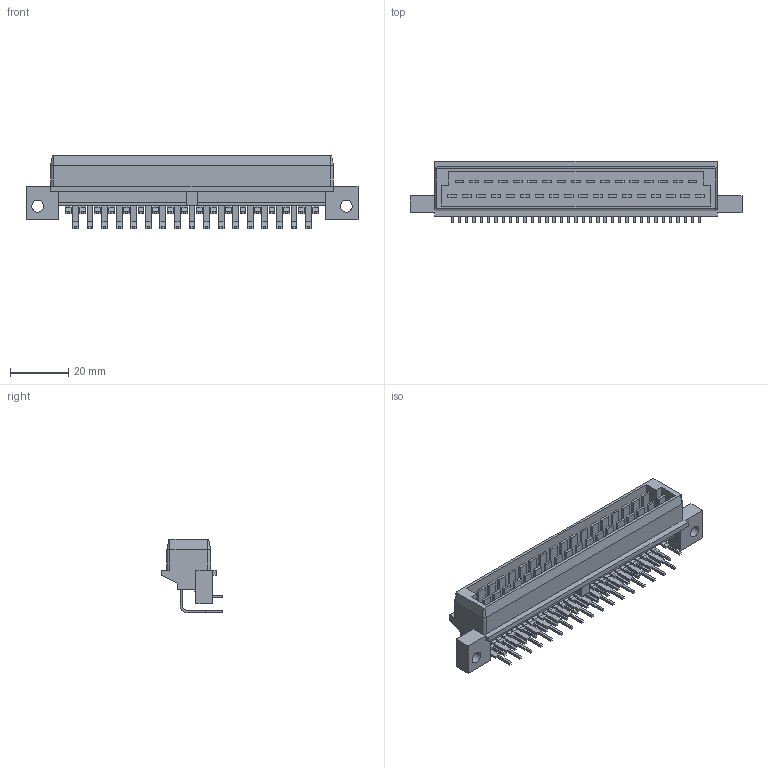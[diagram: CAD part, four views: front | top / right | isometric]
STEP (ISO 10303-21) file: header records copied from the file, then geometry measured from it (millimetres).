
FILE_DESCRIPTION(('FreeCAD Model'),'2;1');
FILE_NAME('c-0825213-01-l-3d.step','2020-08-23T10:42:21',('Paul Kobres'),('' ),'Open CASCADE STEP processor 7.3','FreeCAD','Unknown');
FILE_SCHEMA(('AUTOMOTIVE_DESIGN { 1 0 10303 214 1 1 1 1 }'));
Length unit declared in the file: millimetre
Products named in the file (1): C-0825213-01-3
Bounding box: 114 x 21.2 x 25.1 mm (x, y, z)
Volume: 15047.1 mm3; surface area: 15521.5 mm2
Topology: 1 solids, 1 shells, 689 faces, 1840 edges, 1224 vertices
Faces by surface type: plane 607, cylinder 78, cone 4
Entity records: 26003 total; most frequent: CARTESIAN_POINT 3754, ORIENTED_EDGE 3680, DIRECTION 3380, EDGE_CURVE 1840, LINE 1680, VECTOR 1680, VERTEX_POINT 1224, AXIS2_PLACEMENT_3D 850
